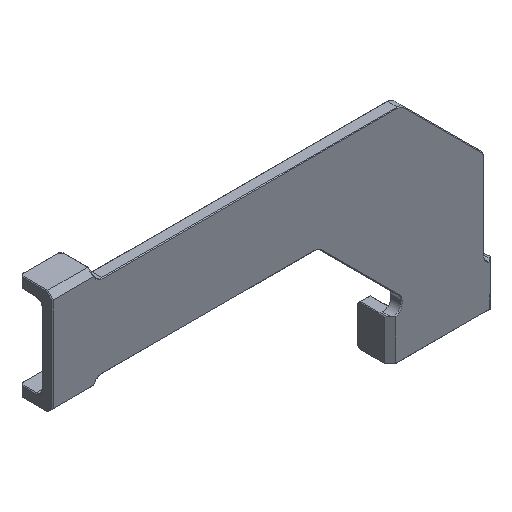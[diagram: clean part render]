
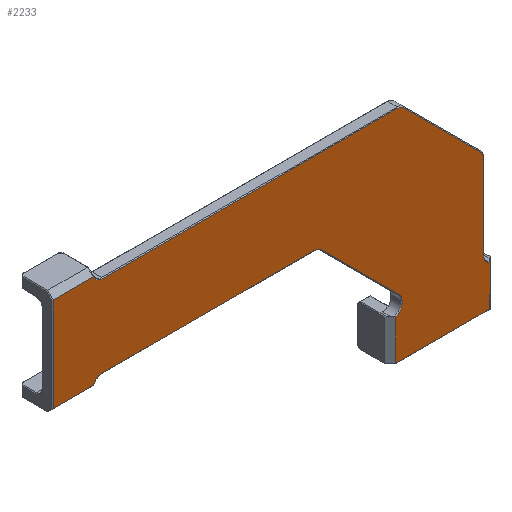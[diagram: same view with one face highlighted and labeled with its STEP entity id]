
A CAD part, isometric view. The second image highlights one B-rep face of the part: STEP entity #2233.
In plain terms, the highlighted planar face has unit normal (0, -1, 0).
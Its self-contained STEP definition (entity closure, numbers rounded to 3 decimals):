
#74=FACE_OUTER_BOUND('',#214,.T.);
#214=EDGE_LOOP('',(#1527,#1528,#1529,#1530,#1531,#1532,#1533,#1534,#1535,
#1536,#1537,#1538,#1539,#1540,#1541,#1542,#1543,#1544,#1545,#1546,#1547));
#367=CIRCLE('',#2400,3.25);
#368=CIRCLE('',#2401,3.25);
#369=CIRCLE('',#2402,2.75);
#370=CIRCLE('',#2403,2.75);
#371=CIRCLE('',#2404,3.25);
#372=CIRCLE('',#2405,3.25);
#373=CIRCLE('',#2406,3.25);
#374=CIRCLE('',#2407,3.25);
#455=LINE('',#3361,#719);
#456=LINE('',#3365,#720);
#457=LINE('',#3367,#721);
#458=LINE('',#3369,#722);
#459=LINE('',#3373,#723);
#460=LINE('',#3377,#724);
#461=LINE('',#3381,#725);
#462=LINE('',#3385,#726);
#463=LINE('',#3387,#727);
#464=LINE('',#3389,#728);
#465=LINE('',#3391,#729);
#466=LINE('',#3395,#730);
#467=LINE('',#3399,#731);
#719=VECTOR('',#2660,1000.);
#720=VECTOR('',#2663,1000.);
#721=VECTOR('',#2664,1000.);
#722=VECTOR('',#2665,1000.);
#723=VECTOR('',#2668,1000.);
#724=VECTOR('',#2671,1000.);
#725=VECTOR('',#2674,1000.);
#726=VECTOR('',#2677,10.);
#727=VECTOR('',#2678,1000.);
#728=VECTOR('',#2679,1000.);
#729=VECTOR('',#2680,1000.);
#730=VECTOR('',#2683,1000.);
#731=VECTOR('',#2686,1000.);
#999=VERTEX_POINT('',#3359);
#1000=VERTEX_POINT('',#3360);
#1001=VERTEX_POINT('',#3362);
#1002=VERTEX_POINT('',#3364);
#1003=VERTEX_POINT('',#3366);
#1004=VERTEX_POINT('',#3368);
#1005=VERTEX_POINT('',#3370);
#1006=VERTEX_POINT('',#3372);
#1007=VERTEX_POINT('',#3374);
#1008=VERTEX_POINT('',#3376);
#1009=VERTEX_POINT('',#3378);
#1010=VERTEX_POINT('',#3380);
#1011=VERTEX_POINT('',#3382);
#1012=VERTEX_POINT('',#3384);
#1013=VERTEX_POINT('',#3386);
#1014=VERTEX_POINT('',#3388);
#1015=VERTEX_POINT('',#3390);
#1016=VERTEX_POINT('',#3392);
#1017=VERTEX_POINT('',#3394);
#1018=VERTEX_POINT('',#3396);
#1019=VERTEX_POINT('',#3398);
#1194=EDGE_CURVE('',#999,#1000,#455,.T.);
#1195=EDGE_CURVE('',#1000,#1001,#367,.T.);
#1196=EDGE_CURVE('',#1001,#1002,#456,.T.);
#1197=EDGE_CURVE('',#1002,#1003,#457,.T.);
#1198=EDGE_CURVE('',#1003,#1004,#458,.T.);
#1199=EDGE_CURVE('',#1004,#1005,#368,.T.);
#1200=EDGE_CURVE('',#1005,#1006,#459,.T.);
#1201=EDGE_CURVE('',#1006,#1007,#369,.T.);
#1202=EDGE_CURVE('',#1007,#1008,#460,.T.);
#1203=EDGE_CURVE('',#1008,#1009,#370,.T.);
#1204=EDGE_CURVE('',#1009,#1010,#461,.T.);
#1205=EDGE_CURVE('',#1010,#1011,#371,.T.);
#1206=EDGE_CURVE('',#1011,#1012,#462,.T.);
#1207=EDGE_CURVE('',#1012,#1013,#463,.T.);
#1208=EDGE_CURVE('',#1013,#1014,#464,.T.);
#1209=EDGE_CURVE('',#1014,#1015,#465,.T.);
#1210=EDGE_CURVE('',#1015,#1016,#372,.T.);
#1211=EDGE_CURVE('',#1016,#1017,#466,.T.);
#1212=EDGE_CURVE('',#1017,#1018,#373,.T.);
#1213=EDGE_CURVE('',#1018,#1019,#467,.T.);
#1214=EDGE_CURVE('',#1019,#999,#374,.T.);
#1527=ORIENTED_EDGE('',*,*,#1194,.T.);
#1528=ORIENTED_EDGE('',*,*,#1195,.T.);
#1529=ORIENTED_EDGE('',*,*,#1196,.T.);
#1530=ORIENTED_EDGE('',*,*,#1197,.T.);
#1531=ORIENTED_EDGE('',*,*,#1198,.T.);
#1532=ORIENTED_EDGE('',*,*,#1199,.T.);
#1533=ORIENTED_EDGE('',*,*,#1200,.T.);
#1534=ORIENTED_EDGE('',*,*,#1201,.T.);
#1535=ORIENTED_EDGE('',*,*,#1202,.T.);
#1536=ORIENTED_EDGE('',*,*,#1203,.T.);
#1537=ORIENTED_EDGE('',*,*,#1204,.T.);
#1538=ORIENTED_EDGE('',*,*,#1205,.T.);
#1539=ORIENTED_EDGE('',*,*,#1206,.T.);
#1540=ORIENTED_EDGE('',*,*,#1207,.T.);
#1541=ORIENTED_EDGE('',*,*,#1208,.T.);
#1542=ORIENTED_EDGE('',*,*,#1209,.T.);
#1543=ORIENTED_EDGE('',*,*,#1210,.T.);
#1544=ORIENTED_EDGE('',*,*,#1211,.T.);
#1545=ORIENTED_EDGE('',*,*,#1212,.T.);
#1546=ORIENTED_EDGE('',*,*,#1213,.T.);
#1547=ORIENTED_EDGE('',*,*,#1214,.T.);
#2132=PLANE('',#2399);
#2233=ADVANCED_FACE('',(#74),#2132,.T.);
#2399=AXIS2_PLACEMENT_3D('',#3358,#2658,#2659);
#2400=AXIS2_PLACEMENT_3D('',#3363,#2661,#2662);
#2401=AXIS2_PLACEMENT_3D('',#3371,#2666,#2667);
#2402=AXIS2_PLACEMENT_3D('',#3375,#2669,#2670);
#2403=AXIS2_PLACEMENT_3D('',#3379,#2672,#2673);
#2404=AXIS2_PLACEMENT_3D('',#3383,#2675,#2676);
#2405=AXIS2_PLACEMENT_3D('',#3393,#2681,#2682);
#2406=AXIS2_PLACEMENT_3D('',#3397,#2684,#2685);
#2407=AXIS2_PLACEMENT_3D('',#3400,#2687,#2688);
#2658=DIRECTION('center_axis',(0.,-1.,0.));
#2659=DIRECTION('ref_axis',(0.,0.,-1.));
#2660=DIRECTION('',(0.,0.,-1.));
#2661=DIRECTION('center_axis',(0.,1.,0.));
#2662=DIRECTION('ref_axis',(0.,0.,-1.));
#2663=DIRECTION('',(0.,0.,-1.));
#2664=DIRECTION('',(1.,0.,0.));
#2665=DIRECTION('',(0.,0.,1.));
#2666=DIRECTION('center_axis',(0.,1.,0.));
#2667=DIRECTION('ref_axis',(0.,0.,-1.));
#2668=DIRECTION('',(0.,0.,1.));
#2669=DIRECTION('center_axis',(0.,-1.,0.));
#2670=DIRECTION('ref_axis',(0.,0.,-1.));
#2671=DIRECTION('',(-0.707,0.,0.707));
#2672=DIRECTION('center_axis',(0.,-1.,0.));
#2673=DIRECTION('ref_axis',(0.,0.,-1.));
#2674=DIRECTION('',(-1.,0.,0.));
#2675=DIRECTION('center_axis',(0.,1.,0.));
#2676=DIRECTION('ref_axis',(0.,0.,-1.));
#2677=DIRECTION('',(-0.792,0.,0.61));
#2678=DIRECTION('',(-1.,0.,0.));
#2679=DIRECTION('',(0.,0.,-1.));
#2680=DIRECTION('',(1.,0.,0.));
#2681=DIRECTION('center_axis',(0.,1.,0.));
#2682=DIRECTION('ref_axis',(0.,0.,-1.));
#2683=DIRECTION('',(1.,0.,0.));
#2684=DIRECTION('center_axis',(0.,1.,0.));
#2685=DIRECTION('ref_axis',(0.,0.,-1.));
#2686=DIRECTION('',(0.707,0.,-0.707));
#2687=DIRECTION('center_axis',(0.,1.,0.));
#2688=DIRECTION('ref_axis',(0.,0.,-1.));
#3358=CARTESIAN_POINT('Origin',(0.,0.,0.));
#3359=CARTESIAN_POINT('',(-29.75,0.,-61.243));
#3360=CARTESIAN_POINT('',(-29.75,0.,-62.));
#3361=CARTESIAN_POINT('',(-29.75,0.,-62.));
#3362=CARTESIAN_POINT('',(-32.,0.,-65.092));
#3363=CARTESIAN_POINT('Origin',(-33.,0.,-62.));
#3364=CARTESIAN_POINT('',(-32.,0.,-79.75));
#3365=CARTESIAN_POINT('',(-32.,0.,0.));
#3366=CARTESIAN_POINT('',(2.,0.,-79.75));
#3367=CARTESIAN_POINT('',(2.,0.,-79.75));
#3368=CARTESIAN_POINT('',(2.,0.,-65.092));
#3369=CARTESIAN_POINT('',(2.,0.,0.));
#3370=CARTESIAN_POINT('',(-0.25,0.,-62.));
#3371=CARTESIAN_POINT('Origin',(3.,0.,-62.));
#3372=CARTESIAN_POINT('',(-0.25,0.,-31.243));
#3373=CARTESIAN_POINT('',(-0.25,0.,-31.243));
#3374=CARTESIAN_POINT('',(-1.055,0.,-29.298));
#3375=CARTESIAN_POINT('Origin',(-3.,0.,-31.243));
#3376=CARTESIAN_POINT('',(-29.298,0.,-1.055));
#3377=CARTESIAN_POINT('',(-15.177,0.,-15.177));
#3378=CARTESIAN_POINT('',(-31.243,0.,-0.25));
#3379=CARTESIAN_POINT('Origin',(-31.243,0.,-3.));
#3380=CARTESIAN_POINT('',(-138.,0.,-0.25));
#3381=CARTESIAN_POINT('',(-138.,0.,-0.25));
#3382=CARTESIAN_POINT('',(-141.092,0.,1.999));
#3383=CARTESIAN_POINT('Origin',(-138.,0.,3.));
#3384=CARTESIAN_POINT('',(-141.093,0.,2.));
#3385=CARTESIAN_POINT('',(-141.092,0.,1.999));
#3386=CARTESIAN_POINT('',(-155.75,0.,2.));
#3387=CARTESIAN_POINT('',(0.,0.,2.));
#3388=CARTESIAN_POINT('',(-155.75,0.,-32.));
#3389=CARTESIAN_POINT('',(-155.75,0.,-32.));
#3390=CARTESIAN_POINT('',(-141.092,0.,-32.));
#3391=CARTESIAN_POINT('',(0.,0.,-32.));
#3392=CARTESIAN_POINT('',(-138.,0.,-29.75));
#3393=CARTESIAN_POINT('Origin',(-138.,0.,-33.));
#3394=CARTESIAN_POINT('',(-61.243,0.,-29.75));
#3395=CARTESIAN_POINT('',(-61.243,0.,-29.75));
#3396=CARTESIAN_POINT('',(-58.945,0.,-30.702));
#3397=CARTESIAN_POINT('Origin',(-61.243,0.,-33.));
#3398=CARTESIAN_POINT('',(-30.702,0.,-58.945));
#3399=CARTESIAN_POINT('',(-30.702,0.,-58.945));
#3400=CARTESIAN_POINT('Origin',(-33.,0.,-61.243));
